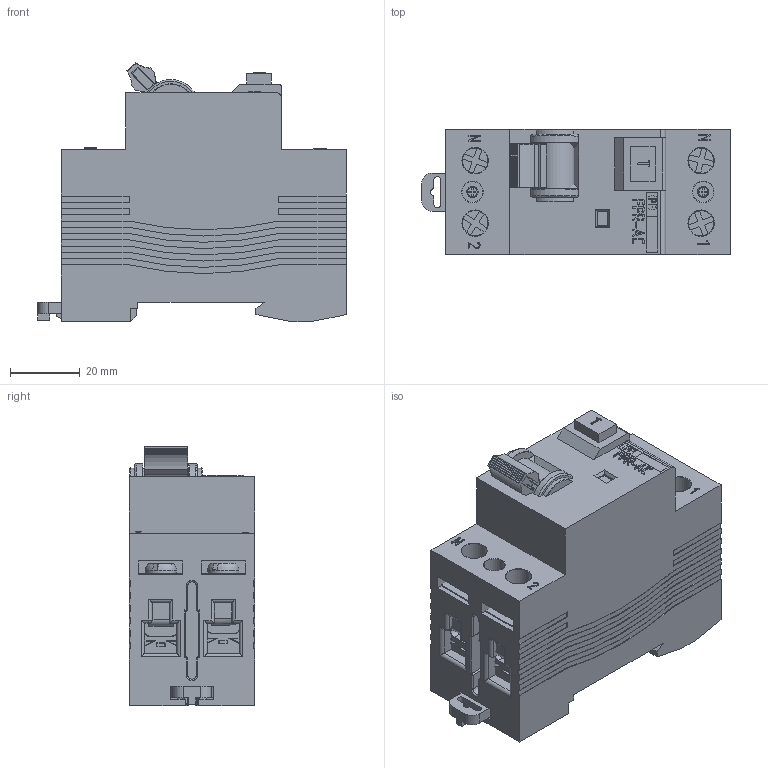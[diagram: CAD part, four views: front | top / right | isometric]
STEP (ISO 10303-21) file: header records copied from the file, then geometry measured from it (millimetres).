
FILE_DESCRIPTION(('STEP AP242'), '1');
FILE_NAME('栖闉罻 FPR-AC 2P', '', ('UNSPECIFIED'), ('UNSPECIFIED'), 'C3D Converter', 'C3D Toolkit', '');
FILE_SCHEMA(('AP242_MANAGED_MODEL_BASED_3D_ENGINEERING_MIM_LF { 1 0 10303 442 1 1 4 }'));
Length unit declared in the file: millimetre
Assembly tree (25 placements, depth 2):
  (unnamed)
    (unnamed)
    (unnamed)  x2
    (unnamed)
    (unnamed)
    (unnamed)  x4
    (unnamed)
    (unnamed)  x4
    (unnamed)  x4
    (unnamed)
    (unnamed)  x2
    (unnamed)
    (unnamed)
    (unnamed)
    (unnamed)
Bounding box: 88.8 x 36 x 74.53 mm (x, y, z)
Volume: 155768.5 mm3; surface area: 41443.3 mm2
Topology: 26 solids, 27 shells, 1772 faces, 4471 edges, 2674 vertices
Faces by surface type: plane 762, cylinder 555, extrusion 178, torus 144, sphere 96, bspline 33, cone 4
Full cylindrical faces by diameter (mm): 1.875 x2, 2 x1, 3.5 x4, 4 x4, 5 x9, 6 x2, 7.4 x8, 9 x4
Entity records: 41563 total; most frequent: CARTESIAN_POINT 9730, ORIENTED_EDGE 6360, DIRECTION 5638, EDGE_CURVE 3181, VECTOR 2246, LINE 2068, VERTEX_POINT 2031, AXIS2_PLACEMENT_3D 1696
